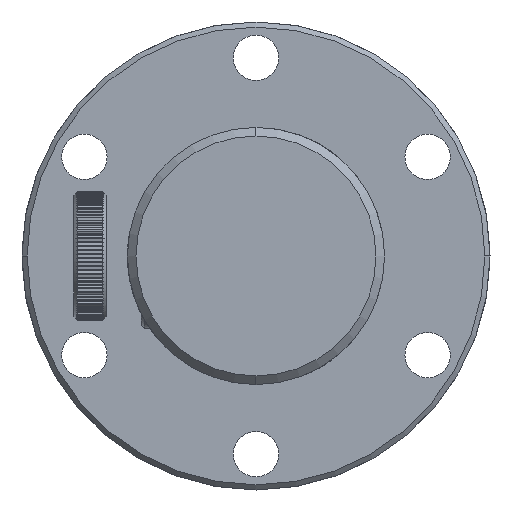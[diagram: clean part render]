
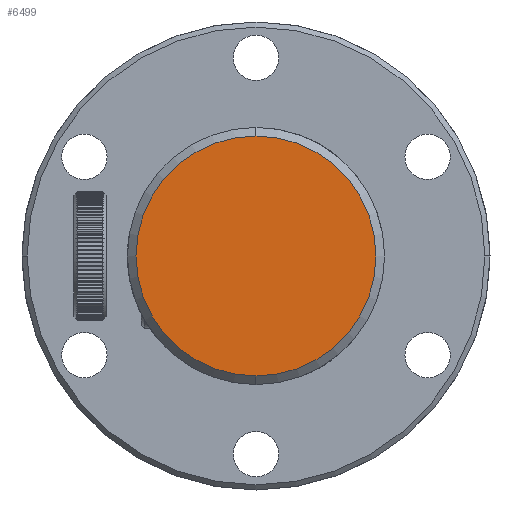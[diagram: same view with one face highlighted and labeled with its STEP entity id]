
A CAD part, left-side view. The second image highlights one B-rep face of the part: STEP entity #6499.
In plain terms, the highlighted planar face has unit normal (-1, 0, 0).
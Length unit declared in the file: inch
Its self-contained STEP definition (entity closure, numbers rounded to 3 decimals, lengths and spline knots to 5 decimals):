
#3754 = AXIS2_PLACEMENT_3D ( 'NONE', #9396, #9397, #9398 ) ;
#3763 = AXIS2_PLACEMENT_3D ( 'NONE', #9434, #9435, #9436 ) ;
#4742 = CARTESIAN_POINT ( 'NONE',  ( -16.295, 0., 0.7 ) ) ;
#4788 = CARTESIAN_POINT ( 'NONE',  ( -16.295, 0., -0.7 ) ) ;
#6253 = CIRCLE ( 'NONE', #3754, 0.7 ) ;
#6258 = CIRCLE ( 'NONE', #3763, 0.7 ) ;
#6499 = ADVANCED_FACE ( 'NONE', ( #29103 ), #28729, .T. ) ;
#9396 = CARTESIAN_POINT ( 'NONE',  ( -16.295, 0., 0. ) ) ;
#9397 = DIRECTION ( 'NONE',  ( -1., 0., 0. ) ) ;
#9398 = DIRECTION ( 'NONE',  ( 0., 0., -1. ) ) ;
#9434 = CARTESIAN_POINT ( 'NONE',  ( -16.295, 0., 0. ) ) ;
#9435 = DIRECTION ( 'NONE',  ( -1., 0., 0. ) ) ;
#9436 = DIRECTION ( 'NONE',  ( 0., 0., -1. ) ) ;
#14016 = VERTEX_POINT ( 'NONE', #4742 ) ;
#14062 = VERTEX_POINT ( 'NONE', #4788 ) ;
#15207 = ORIENTED_EDGE ( 'NONE', *, *, #17716, .T. ) ;
#15383 = ORIENTED_EDGE ( 'NONE', *, *, #17719, .T. ) ;
#17716 = EDGE_CURVE ( 'NONE', #14062, #14016, #6253, .T. ) ;
#17719 = EDGE_CURVE ( 'NONE', #14016, #14062, #6258, .T. ) ;
#26464 = AXIS2_PLACEMENT_3D ( 'NONE', #28728, #28739, #28740 ) ;
#28728 = CARTESIAN_POINT ( 'NONE',  ( -16.295, 0., 0. ) ) ;
#28729 = PLANE ( 'NONE',  #26464 ) ;
#28739 = DIRECTION ( 'NONE',  ( -1., 0., 0. ) ) ;
#28740 = DIRECTION ( 'NONE',  ( 0., 0., -1. ) ) ;
#29103 = FACE_OUTER_BOUND ( 'NONE', #36314, .T. ) ;
#36314 = EDGE_LOOP ( 'NONE', ( #15383, #15207 ) ) ;
